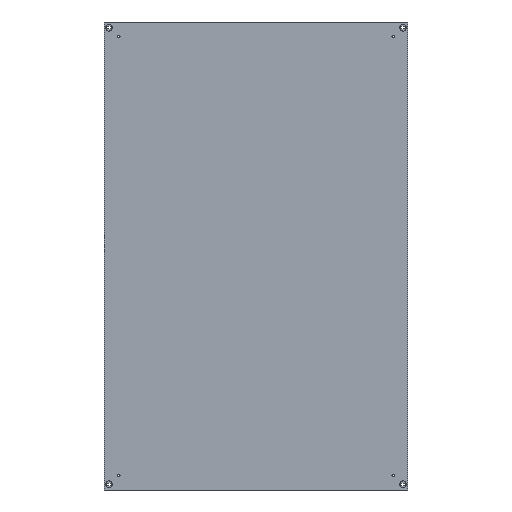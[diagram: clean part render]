
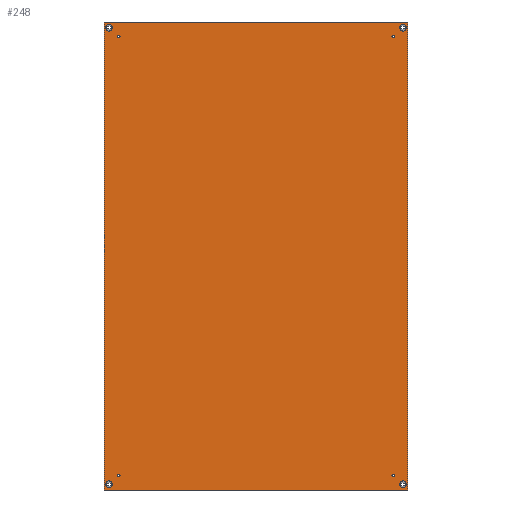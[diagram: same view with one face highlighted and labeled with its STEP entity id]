
A CAD part, front view. The second image highlights one B-rep face of the part: STEP entity #248.
In plain terms, the highlighted planar face has unit normal (0, -1, 0).
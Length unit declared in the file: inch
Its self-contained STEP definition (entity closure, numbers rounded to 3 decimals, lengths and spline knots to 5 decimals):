
#5 = CARTESIAN_POINT ( 'NONE',  ( 19.38969, -0.09843, -31.00386 ) ) ;
#23 = PLANE ( 'NONE',  #1062 ) ;
#30 = LINE ( 'NONE', #1880, #719 ) ;
#36 = VECTOR ( 'NONE', #1257, 39.37008 ) ;
#51 = EDGE_CURVE ( 'NONE', #64, #64, #69, .T. ) ;
#54 = DIRECTION ( 'NONE',  ( 0., -1., 0. ) ) ;
#64 = VERTEX_POINT ( 'NONE', #784 ) ;
#69 = CIRCLE ( 'NONE', #1399, 0.17717 ) ;
#100 = ORIENTED_EDGE ( 'NONE', *, *, #1629, .F. ) ;
#111 = EDGE_CURVE ( 'NONE', #809, #809, #1789, .T. ) ;
#144 = CARTESIAN_POINT ( 'NONE',  ( -21.45669, -0.09843, 0. ) ) ;
#149 = AXIS2_PLACEMENT_3D ( 'NONE', #5, #1053, #710 ) ;
#165 = CARTESIAN_POINT ( 'NONE',  ( 21.45669, -0.09843, -33.07087 ) ) ;
#178 = CARTESIAN_POINT ( 'NONE',  ( 19.38969, -0.09843, -31.18102 ) ) ;
#204 = CARTESIAN_POINT ( 'NONE',  ( -20.78732, -0.09843, -32.2637 ) ) ;
#238 = ORIENTED_EDGE ( 'NONE', *, *, #2046, .F. ) ;
#248 = ADVANCED_FACE ( 'NONE', ( #2228, #767, #2015, #1150, #589, #1138, #1503, #1837, #925 ), #23, .F. ) ;
#264 = DIRECTION ( 'NONE',  ( 0., -1., 0. ) ) ;
#295 = VERTEX_POINT ( 'NONE', #841 ) ;
#306 = VERTEX_POINT ( 'NONE', #861 ) ;
#318 = CARTESIAN_POINT ( 'NONE',  ( -19.38969, -0.09843, 30.82669 ) ) ;
#327 = CARTESIAN_POINT ( 'NONE',  ( -20.78732, -0.09843, 32.2637 ) ) ;
#366 = VECTOR ( 'NONE', #1228, 39.37008 ) ;
#404 = EDGE_LOOP ( 'NONE', ( #1973 ) ) ;
#523 = EDGE_LOOP ( 'NONE', ( #756, #1462, #749, #238 ) ) ;
#543 = CARTESIAN_POINT ( 'NONE',  ( 20.78732, -0.09843, 32.2637 ) ) ;
#548 = DIRECTION ( 'NONE',  ( 0., 0., 1. ) ) ;
#553 = CARTESIAN_POINT ( 'NONE',  ( 0., -0.09843, 0. ) ) ;
#557 = EDGE_LOOP ( 'NONE', ( #1531 ) ) ;
#576 = EDGE_LOOP ( 'NONE', ( #955 ) ) ;
#589 = FACE_BOUND ( 'NONE', #557, .T. ) ;
#609 = EDGE_CURVE ( 'NONE', #1549, #1853, #30, .T. ) ;
#632 = CIRCLE ( 'NONE', #2272, 0.47244 ) ;
#636 = CARTESIAN_POINT ( 'NONE',  ( -19.38969, -0.09843, 31.00386 ) ) ;
#673 = ORIENTED_EDGE ( 'NONE', *, *, #839, .F. ) ;
#685 = DIRECTION ( 'NONE',  ( 0., 0., 1. ) ) ;
#695 = DIRECTION ( 'NONE',  ( 0., 0., 1. ) ) ;
#705 = CARTESIAN_POINT ( 'NONE',  ( -21.45669, -0.09843, -33.07087 ) ) ;
#710 = DIRECTION ( 'NONE',  ( 0., 0., -1. ) ) ;
#719 = VECTOR ( 'NONE', #763, 39.37008 ) ;
#749 = ORIENTED_EDGE ( 'NONE', *, *, #1234, .F. ) ;
#756 = ORIENTED_EDGE ( 'NONE', *, *, #2163, .F. ) ;
#763 = DIRECTION ( 'NONE',  ( 1., 0., 0. ) ) ;
#767 = FACE_BOUND ( 'NONE', #2221, .T. ) ;
#784 = CARTESIAN_POINT ( 'NONE',  ( 19.38969, -0.09843, 30.82669 ) ) ;
#793 = ORIENTED_EDGE ( 'NONE', *, *, #1972, .F. ) ;
#809 = VERTEX_POINT ( 'NONE', #1533 ) ;
#825 = CARTESIAN_POINT ( 'NONE',  ( -19.38969, -0.09843, -31.00386 ) ) ;
#839 = EDGE_CURVE ( 'NONE', #1846, #1846, #1484, .T. ) ;
#841 = CARTESIAN_POINT ( 'NONE',  ( 20.78732, -0.09843, -31.79126 ) ) ;
#861 = CARTESIAN_POINT ( 'NONE',  ( 20.78732, -0.09843, 32.73614 ) ) ;
#909 = CIRCLE ( 'NONE', #2136, 0.17717 ) ;
#924 = CARTESIAN_POINT ( 'NONE',  ( 21.45669, -0.09843, 33.07087 ) ) ;
#925 = FACE_OUTER_BOUND ( 'NONE', #523, .T. ) ;
#955 = ORIENTED_EDGE ( 'NONE', *, *, #1280, .F. ) ;
#994 = CIRCLE ( 'NONE', #1337, 0.47244 ) ;
#1001 = VERTEX_POINT ( 'NONE', #1357 ) ;
#1053 = DIRECTION ( 'NONE',  ( 0., -1., 0. ) ) ;
#1061 = AXIS2_PLACEMENT_3D ( 'NONE', #636, #1187, #1750 ) ;
#1062 = AXIS2_PLACEMENT_3D ( 'NONE', #553, #1481, #2194 ) ;
#1138 = FACE_BOUND ( 'NONE', #404, .T. ) ;
#1150 = FACE_BOUND ( 'NONE', #576, .T. ) ;
#1187 = DIRECTION ( 'NONE',  ( 0., -1., 0. ) ) ;
#1200 = VERTEX_POINT ( 'NONE', #2135 ) ;
#1228 = DIRECTION ( 'NONE',  ( 0., 0., -1. ) ) ;
#1234 = EDGE_CURVE ( 'NONE', #1718, #1549, #2355, .T. ) ;
#1257 = DIRECTION ( 'NONE',  ( 0., 0., 1. ) ) ;
#1270 = DIRECTION ( 'NONE',  ( 0., 0., -1. ) ) ;
#1280 = EDGE_CURVE ( 'NONE', #306, #306, #1951, .T. ) ;
#1337 = AXIS2_PLACEMENT_3D ( 'NONE', #1678, #1689, #1493 ) ;
#1357 = CARTESIAN_POINT ( 'NONE',  ( -20.78732, -0.09843, -31.79126 ) ) ;
#1360 = EDGE_LOOP ( 'NONE', ( #793 ) ) ;
#1373 = DIRECTION ( 'NONE',  ( 0., 0., -1. ) ) ;
#1399 = AXIS2_PLACEMENT_3D ( 'NONE', #1784, #1626, #1270 ) ;
#1400 = CIRCLE ( 'NONE', #1061, 0.17717 ) ;
#1406 = EDGE_CURVE ( 'NONE', #295, #295, #994, .T. ) ;
#1455 = ORIENTED_EDGE ( 'NONE', *, *, #2359, .F. ) ;
#1462 = ORIENTED_EDGE ( 'NONE', *, *, #609, .F. ) ;
#1481 = DIRECTION ( 'NONE',  ( 0., 1., 0. ) ) ;
#1484 = CIRCLE ( 'NONE', #149, 0.17717 ) ;
#1488 = EDGE_LOOP ( 'NONE', ( #2185 ) ) ;
#1493 = DIRECTION ( 'NONE',  ( 0., 0., 1. ) ) ;
#1503 = FACE_BOUND ( 'NONE', #1692, .T. ) ;
#1531 = ORIENTED_EDGE ( 'NONE', *, *, #51, .F. ) ;
#1533 = CARTESIAN_POINT ( 'NONE',  ( -20.78732, -0.09843, 32.73614 ) ) ;
#1537 = CARTESIAN_POINT ( 'NONE',  ( 0., -0.09843, -33.07087 ) ) ;
#1549 = VERTEX_POINT ( 'NONE', #2099 ) ;
#1573 = CARTESIAN_POINT ( 'NONE',  ( 21.45669, -0.09843, 0. ) ) ;
#1584 = LINE ( 'NONE', #1573, #366 ) ;
#1626 = DIRECTION ( 'NONE',  ( 0., -1., 0. ) ) ;
#1629 = EDGE_CURVE ( 'NONE', #1923, #1923, #1400, .T. ) ;
#1632 = AXIS2_PLACEMENT_3D ( 'NONE', #327, #2333, #695 ) ;
#1678 = CARTESIAN_POINT ( 'NONE',  ( 20.78732, -0.09843, -32.2637 ) ) ;
#1689 = DIRECTION ( 'NONE',  ( 0., -1., 0. ) ) ;
#1692 = EDGE_LOOP ( 'NONE', ( #100 ) ) ;
#1718 = VERTEX_POINT ( 'NONE', #705 ) ;
#1738 = DIRECTION ( 'NONE',  ( -1., 0., 0. ) ) ;
#1750 = DIRECTION ( 'NONE',  ( 0., 0., -1. ) ) ;
#1760 = AXIS2_PLACEMENT_3D ( 'NONE', #543, #2149, #685 ) ;
#1784 = CARTESIAN_POINT ( 'NONE',  ( 19.38969, -0.09843, 31.00386 ) ) ;
#1789 = CIRCLE ( 'NONE', #1632, 0.47244 ) ;
#1837 = FACE_BOUND ( 'NONE', #1488, .T. ) ;
#1846 = VERTEX_POINT ( 'NONE', #178 ) ;
#1853 = VERTEX_POINT ( 'NONE', #924 ) ;
#1880 = CARTESIAN_POINT ( 'NONE',  ( 0., -0.09843, 33.07087 ) ) ;
#1893 = VECTOR ( 'NONE', #1738, 39.37008 ) ;
#1923 = VERTEX_POINT ( 'NONE', #318 ) ;
#1942 = EDGE_LOOP ( 'NONE', ( #673 ) ) ;
#1951 = CIRCLE ( 'NONE', #1760, 0.47244 ) ;
#1972 = EDGE_CURVE ( 'NONE', #1200, #1200, #909, .T. ) ;
#1973 = ORIENTED_EDGE ( 'NONE', *, *, #111, .F. ) ;
#2015 = FACE_BOUND ( 'NONE', #1360, .T. ) ;
#2046 = EDGE_CURVE ( 'NONE', #2165, #1718, #2096, .T. ) ;
#2096 = LINE ( 'NONE', #1537, #1893 ) ;
#2099 = CARTESIAN_POINT ( 'NONE',  ( -21.45669, -0.09843, 33.07087 ) ) ;
#2135 = CARTESIAN_POINT ( 'NONE',  ( -19.38969, -0.09843, -31.18102 ) ) ;
#2136 = AXIS2_PLACEMENT_3D ( 'NONE', #825, #264, #1373 ) ;
#2149 = DIRECTION ( 'NONE',  ( 0., -1., 0. ) ) ;
#2163 = EDGE_CURVE ( 'NONE', #1853, #2165, #1584, .T. ) ;
#2165 = VERTEX_POINT ( 'NONE', #165 ) ;
#2185 = ORIENTED_EDGE ( 'NONE', *, *, #1406, .F. ) ;
#2194 = DIRECTION ( 'NONE',  ( 0., 0., 1. ) ) ;
#2221 = EDGE_LOOP ( 'NONE', ( #1455 ) ) ;
#2228 = FACE_BOUND ( 'NONE', #1942, .T. ) ;
#2272 = AXIS2_PLACEMENT_3D ( 'NONE', #204, #54, #548 ) ;
#2333 = DIRECTION ( 'NONE',  ( 0., -1., 0. ) ) ;
#2355 = LINE ( 'NONE', #144, #36 ) ;
#2359 = EDGE_CURVE ( 'NONE', #1001, #1001, #632, .T. ) ;
